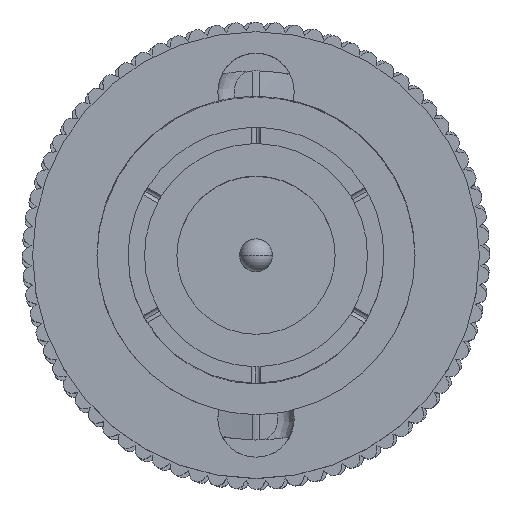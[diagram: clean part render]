
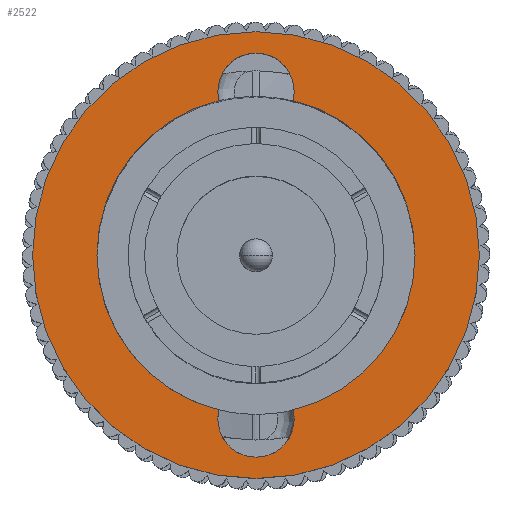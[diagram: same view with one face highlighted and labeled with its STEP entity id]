
A CAD part, top view. The second image highlights one B-rep face of the part: STEP entity #2522.
In plain terms, the highlighted planar face has unit normal (0, 0, 1).
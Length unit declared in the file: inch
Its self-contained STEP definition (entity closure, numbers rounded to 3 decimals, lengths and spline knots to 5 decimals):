
#1745 = EDGE_CURVE ( 'NONE', #1841, #1843, #5966, .T. ) ;
#1841 = VERTEX_POINT ( 'NONE', #6212 ) ;
#1843 = VERTEX_POINT ( 'NONE', #6211 ) ;
#1849 = VERTEX_POINT ( 'NONE', #6198 ) ;
#1851 = EDGE_CURVE ( 'NONE', #1849, #1852, #6196, .T. ) ;
#1852 = VERTEX_POINT ( 'NONE', #6192 ) ;
#1870 = VERTEX_POINT ( 'NONE', #6585 ) ;
#1986 = VERTEX_POINT ( 'NONE', #6801 ) ;
#2004 = EDGE_CURVE ( 'NONE', #2055, #1849, #6676, .T. ) ;
#2020 = VERTEX_POINT ( 'NONE', #6739 ) ;
#2022 = EDGE_CURVE ( 'NONE', #2020, #1986, #6737, .T. ) ;
#2048 = VERTEX_POINT ( 'NONE', #6946 ) ;
#2050 = EDGE_CURVE ( 'NONE', #1986, #2051, #6945, .T. ) ;
#2051 = VERTEX_POINT ( 'NONE', #6832 ) ;
#2054 = EDGE_CURVE ( 'NONE', #2048, #2055, #6905, .T. ) ;
#2055 = VERTEX_POINT ( 'NONE', #6900 ) ;
#2081 = EDGE_CURVE ( 'NONE', #1852, #1870, #6843, .T. ) ;
#2171 = VERTEX_POINT ( 'NONE', #7156 ) ;
#2173 = EDGE_CURVE ( 'NONE', #2174, #2171, #7155, .T. ) ;
#2174 = VERTEX_POINT ( 'NONE', #7067 ) ;
#2481 = ORIENTED_EDGE ( 'NONE', *, *, #2482, .T. ) ;
#2482 = EDGE_CURVE ( 'NONE', #2171, #2174, #7792, .T. ) ;
#2486 = ORIENTED_EDGE ( 'NONE', *, *, #2487, .F. ) ;
#2487 = EDGE_CURVE ( 'NONE', #1843, #2048, #7780, .T. ) ;
#2488 = ORIENTED_EDGE ( 'NONE', *, *, #1745, .F. ) ;
#2489 = EDGE_LOOP ( 'NONE', ( #2490, #2481 ) ) ;
#2490 = ORIENTED_EDGE ( 'NONE', *, *, #2173, .T. ) ;
#2522 = ADVANCED_FACE ( 'NONE', ( #7855, #7854 ), #7853, .T. ) ;
#2523 = EDGE_LOOP ( 'NONE', ( #2524, #2526, #2527, #2528, #2530, #2531, #2532, #2533, #2486, #2488 ) ) ;
#2524 = ORIENTED_EDGE ( 'NONE', *, *, #2525, .F. ) ;
#2525 = EDGE_CURVE ( 'NONE', #2051, #1841, #7848, .T. ) ;
#2526 = ORIENTED_EDGE ( 'NONE', *, *, #2050, .F. ) ;
#2527 = ORIENTED_EDGE ( 'NONE', *, *, #2022, .F. ) ;
#2528 = ORIENTED_EDGE ( 'NONE', *, *, #2529, .F. ) ;
#2529 = EDGE_CURVE ( 'NONE', #1870, #2020, #7843, .T. ) ;
#2530 = ORIENTED_EDGE ( 'NONE', *, *, #2081, .F. ) ;
#2531 = ORIENTED_EDGE ( 'NONE', *, *, #1851, .F. ) ;
#2532 = ORIENTED_EDGE ( 'NONE', *, *, #2004, .F. ) ;
#2533 = ORIENTED_EDGE ( 'NONE', *, *, #2054, .F. ) ;
#5962 = DIRECTION ( 'NONE',  ( 1., 0., 0. ) ) ;
#5963 = DIRECTION ( 'NONE',  ( 0., 0., 1. ) ) ;
#5964 = CARTESIAN_POINT ( 'NONE',  ( 0., 0., 0. ) ) ;
#5965 = AXIS2_PLACEMENT_3D ( 'NONE', #5964, #5963, #5962 ) ;
#5966 = CIRCLE ( 'NONE', #5965, 0.194 ) ;
#6192 = CARTESIAN_POINT ( 'NONE',  ( 0.194, 0., 0. ) ) ;
#6193 = DIRECTION ( 'NONE',  ( 1., 0., 0. ) ) ;
#6194 = DIRECTION ( 'NONE',  ( 0., 0., 1. ) ) ;
#6195 = AXIS2_PLACEMENT_3D ( 'NONE', #6197, #6194, #6193 ) ;
#6196 = CIRCLE ( 'NONE', #6195, 0.194 ) ;
#6197 = CARTESIAN_POINT ( 'NONE',  ( 0., 0., 0. ) ) ;
#6198 = CARTESIAN_POINT ( 'NONE',  ( 0.0451, -0.18868, 0. ) ) ;
#6211 = CARTESIAN_POINT ( 'NONE',  ( -0.0451, -0.18868, 0. ) ) ;
#6212 = CARTESIAN_POINT ( 'NONE',  ( -0.194, 0., 0. ) ) ;
#6585 = CARTESIAN_POINT ( 'NONE',  ( 0.0451, 0.18868, 0. ) ) ;
#6672 = DIRECTION ( 'NONE',  ( 1., 0., 0. ) ) ;
#6673 = DIRECTION ( 'NONE',  ( 0., 0., 1. ) ) ;
#6674 = CARTESIAN_POINT ( 'NONE',  ( 0., -0.2, 0. ) ) ;
#6675 = AXIS2_PLACEMENT_3D ( 'NONE', #6674, #6673, #6672 ) ;
#6676 = CIRCLE ( 'NONE', #6675, 0.0465 ) ;
#6733 = DIRECTION ( 'NONE',  ( -1., 0., 0. ) ) ;
#6734 = DIRECTION ( 'NONE',  ( 0., 0., 1. ) ) ;
#6735 = CARTESIAN_POINT ( 'NONE',  ( 0., 0.2, 0. ) ) ;
#6736 = AXIS2_PLACEMENT_3D ( 'NONE', #6735, #6734, #6733 ) ;
#6737 = CIRCLE ( 'NONE', #6736, 0.0465 ) ;
#6739 = CARTESIAN_POINT ( 'NONE',  ( 0.0465, 0.2, 0. ) ) ;
#6801 = CARTESIAN_POINT ( 'NONE',  ( -0.0465, 0.2, 0. ) ) ;
#6828 = DIRECTION ( 'NONE',  ( -1., 0., 0. ) ) ;
#6829 = DIRECTION ( 'NONE',  ( 0., 0., 1. ) ) ;
#6830 = CARTESIAN_POINT ( 'NONE',  ( 0., 0.2, 0. ) ) ;
#6831 = AXIS2_PLACEMENT_3D ( 'NONE', #6830, #6829, #6828 ) ;
#6832 = CARTESIAN_POINT ( 'NONE',  ( -0.0451, 0.18868, 0. ) ) ;
#6839 = DIRECTION ( 'NONE',  ( 1., 0., 0. ) ) ;
#6840 = DIRECTION ( 'NONE',  ( 0., 0., 1. ) ) ;
#6841 = CARTESIAN_POINT ( 'NONE',  ( 0., 0., 0. ) ) ;
#6842 = AXIS2_PLACEMENT_3D ( 'NONE', #6841, #6840, #6839 ) ;
#6843 = CIRCLE ( 'NONE', #6842, 0.194 ) ;
#6900 = CARTESIAN_POINT ( 'NONE',  ( 0.0465, -0.2, 0. ) ) ;
#6901 = DIRECTION ( 'NONE',  ( 1., 0., 0. ) ) ;
#6902 = DIRECTION ( 'NONE',  ( 0., 0., 1. ) ) ;
#6903 = CARTESIAN_POINT ( 'NONE',  ( 0., -0.2, 0. ) ) ;
#6904 = AXIS2_PLACEMENT_3D ( 'NONE', #6903, #6902, #6901 ) ;
#6905 = CIRCLE ( 'NONE', #6904, 0.0465 ) ;
#6945 = CIRCLE ( 'NONE', #6831, 0.0465 ) ;
#6946 = CARTESIAN_POINT ( 'NONE',  ( -0.0465, -0.2, 0. ) ) ;
#7067 = CARTESIAN_POINT ( 'NONE',  ( 0.2725, 0., 0. ) ) ;
#7068 = DIRECTION ( 'NONE',  ( 1., 0., 0. ) ) ;
#7069 = DIRECTION ( 'NONE',  ( 0., 0., 1. ) ) ;
#7153 = CARTESIAN_POINT ( 'NONE',  ( 0., 0., 0. ) ) ;
#7154 = AXIS2_PLACEMENT_3D ( 'NONE', #7153, #7069, #7068 ) ;
#7155 = CIRCLE ( 'NONE', #7154, 0.2725 ) ;
#7156 = CARTESIAN_POINT ( 'NONE',  ( -0.2725, 0., 0. ) ) ;
#7777 = DIRECTION ( 'NONE',  ( 1., 0., 0. ) ) ;
#7778 = DIRECTION ( 'NONE',  ( 0., 0., 1. ) ) ;
#7779 = AXIS2_PLACEMENT_3D ( 'NONE', #7785, #7778, #7777 ) ;
#7780 = CIRCLE ( 'NONE', #7779, 0.0465 ) ;
#7785 = CARTESIAN_POINT ( 'NONE',  ( 0., -0.2, 0. ) ) ;
#7788 = DIRECTION ( 'NONE',  ( 1., 0., 0. ) ) ;
#7789 = DIRECTION ( 'NONE',  ( 0., 0., 1. ) ) ;
#7790 = CARTESIAN_POINT ( 'NONE',  ( 0., 0., 0. ) ) ;
#7791 = AXIS2_PLACEMENT_3D ( 'NONE', #7790, #7789, #7788 ) ;
#7792 = CIRCLE ( 'NONE', #7791, 0.2725 ) ;
#7839 = DIRECTION ( 'NONE',  ( -1., 0., 0. ) ) ;
#7840 = DIRECTION ( 'NONE',  ( 0., 0., 1. ) ) ;
#7841 = CARTESIAN_POINT ( 'NONE',  ( 0., 0.2, 0. ) ) ;
#7842 = AXIS2_PLACEMENT_3D ( 'NONE', #7841, #7840, #7839 ) ;
#7843 = CIRCLE ( 'NONE', #7842, 0.0465 ) ;
#7844 = DIRECTION ( 'NONE',  ( 1., 0., 0. ) ) ;
#7845 = DIRECTION ( 'NONE',  ( 0., 0., 1. ) ) ;
#7846 = CARTESIAN_POINT ( 'NONE',  ( 0., 0., 0. ) ) ;
#7847 = AXIS2_PLACEMENT_3D ( 'NONE', #7846, #7845, #7844 ) ;
#7848 = CIRCLE ( 'NONE', #7847, 0.194 ) ;
#7849 = DIRECTION ( 'NONE',  ( 1., 0., 0. ) ) ;
#7850 = DIRECTION ( 'NONE',  ( 0., 0., 1. ) ) ;
#7851 = CARTESIAN_POINT ( 'NONE',  ( 0.2725, 0., 0. ) ) ;
#7852 = AXIS2_PLACEMENT_3D ( 'NONE', #7851, #7850, #7849 ) ;
#7853 = PLANE ( 'NONE',  #7852 ) ;
#7854 = FACE_OUTER_BOUND ( 'NONE', #2489, .T. ) ;
#7855 = FACE_BOUND ( 'NONE', #2523, .T. ) ;
